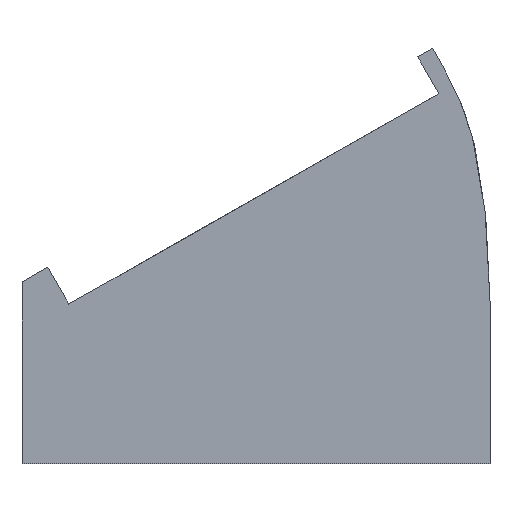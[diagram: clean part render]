
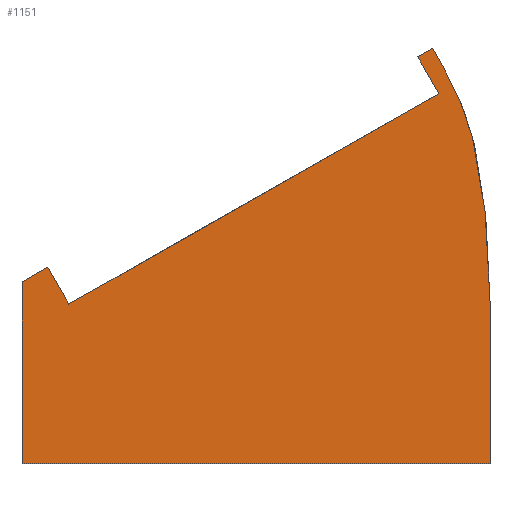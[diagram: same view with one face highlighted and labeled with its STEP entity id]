
A CAD part, left-side view. The second image highlights one B-rep face of the part: STEP entity #1151.
In plain terms, the highlighted planar face has unit normal (-1, 0, 0).
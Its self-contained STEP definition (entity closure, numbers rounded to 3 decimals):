
#16=(
BOUNDED_CURVE()
B_SPLINE_CURVE(5,(#2154,#2155,#2156,#2157,#2158,#2159,#2160,#2161,#2162,
#2163,#2164,#2165,#2166,#2167,#2168,#2169,#2170),.UNSPECIFIED.,.F.,.F.)
B_SPLINE_CURVE_WITH_KNOTS((6,1,1,1,1,1,1,1,1,1,1,1,6),(0.315,
0.35,0.4,0.45,0.5,0.55,0.6,0.65,0.7,0.75,0.8,0.85,0.883),
 .UNSPECIFIED.)
CURVE()
GEOMETRIC_REPRESENTATION_ITEM()
RATIONAL_B_SPLINE_CURVE((1.,1.,1.,1.,1.,1.,1.,1.,1.,1.,1.,1.,1.,1.,1.,1.,
1.))
REPRESENTATION_ITEM('')
);
#60=PLANE('',#1252);
#151=LINE('',#1974,#265);
#172=LINE('',#2051,#286);
#205=LINE('',#2131,#319);
#210=LINE('',#2140,#324);
#214=LINE('',#2148,#328);
#215=LINE('',#2150,#329);
#216=LINE('',#2152,#330);
#217=LINE('',#2171,#331);
#265=VECTOR('',#1345,10.);
#286=VECTOR('',#1426,10.);
#319=VECTOR('',#1509,10.);
#324=VECTOR('',#1518,10.);
#328=VECTOR('',#1526,10.);
#329=VECTOR('',#1529,10.);
#330=VECTOR('',#1530,10.);
#331=VECTOR('',#1531,10.);
#392=FACE_OUTER_BOUND('',#458,.T.);
#458=EDGE_LOOP('',(#1048,#1049,#1050,#1051,#1052,#1053,#1054,#1055,#1056));
#534=VERTEX_POINT('',#1971);
#535=VERTEX_POINT('',#1973);
#560=VERTEX_POINT('',#2048);
#561=VERTEX_POINT('',#2050);
#582=VERTEX_POINT('',#2128);
#583=VERTEX_POINT('',#2130);
#587=VERTEX_POINT('',#2145);
#588=VERTEX_POINT('',#2151);
#589=VERTEX_POINT('',#2153);
#662=EDGE_CURVE('',#535,#534,#151,.T.);
#698=EDGE_CURVE('',#561,#560,#172,.T.);
#738=EDGE_CURVE('',#583,#582,#205,.T.);
#743=EDGE_CURVE('',#560,#583,#210,.T.);
#747=EDGE_CURVE('',#587,#561,#214,.T.);
#748=EDGE_CURVE('',#535,#582,#215,.T.);
#749=EDGE_CURVE('',#534,#588,#216,.T.);
#750=EDGE_CURVE('',#588,#589,#16,.T.);
#751=EDGE_CURVE('',#589,#587,#217,.T.);
#1048=ORIENTED_EDGE('',*,*,#747,.T.);
#1049=ORIENTED_EDGE('',*,*,#698,.T.);
#1050=ORIENTED_EDGE('',*,*,#743,.T.);
#1051=ORIENTED_EDGE('',*,*,#738,.T.);
#1052=ORIENTED_EDGE('',*,*,#748,.F.);
#1053=ORIENTED_EDGE('',*,*,#662,.T.);
#1054=ORIENTED_EDGE('',*,*,#749,.T.);
#1055=ORIENTED_EDGE('',*,*,#750,.T.);
#1056=ORIENTED_EDGE('',*,*,#751,.T.);
#1151=ADVANCED_FACE('',(#392),#60,.T.);
#1252=AXIS2_PLACEMENT_3D('',#2149,#1527,#1528);
#1345=DIRECTION('',(0.,-1.,0.));
#1426=DIRECTION('',(0.,0.869,-0.494));
#1509=DIRECTION('',(0.,0.869,-0.494));
#1518=DIRECTION('',(0.,0.494,0.869));
#1526=DIRECTION('',(0.,-0.494,-0.869));
#1527=DIRECTION('center_axis',(-1.,0.,0.));
#1528=DIRECTION('ref_axis',(0.,-1.,0.));
#1529=DIRECTION('',(0.,0.,1.));
#1530=DIRECTION('',(0.,0.,1.));
#1531=DIRECTION('',(0.,0.869,-0.494));
#1971=CARTESIAN_POINT('',(-13.5,-13.,8.));
#1973=CARTESIAN_POINT('',(-13.5,20.,8.));
#1974=CARTESIAN_POINT('',(-13.5,20.,8.));
#2048=CARTESIAN_POINT('',(-13.5,16.694,19.252));
#2050=CARTESIAN_POINT('',(-13.5,-9.388,34.076));
#2051=CARTESIAN_POINT('',(-13.5,13.84,20.874));
#2128=CARTESIAN_POINT('',(-13.5,20.,20.824));
#2130=CARTESIAN_POINT('',(-13.5,18.176,21.861));
#2131=CARTESIAN_POINT('',(-13.5,22.755,19.258));
#2140=CARTESIAN_POINT('',(-13.5,15.422,17.014));
#2145=CARTESIAN_POINT('',(-13.5,-7.906,36.685));
#2148=CARTESIAN_POINT('',(-13.5,-10.66,31.838));
#2149=CARTESIAN_POINT('Origin',(-13.5,20.,8.));
#2150=CARTESIAN_POINT('',(-13.5,20.,8.));
#2151=CARTESIAN_POINT('',(-13.5,-13.,19.457));
#2152=CARTESIAN_POINT('',(-13.5,-13.,8.));
#2153=CARTESIAN_POINT('',(-13.5,-8.969,37.289));
#2154=CARTESIAN_POINT('Ctrl Pts',(-13.5,-13.,19.457));
#2155=CARTESIAN_POINT('Ctrl Pts',(-13.5,-13.,19.715));
#2156=CARTESIAN_POINT('Ctrl Pts',(-13.5,-12.998,20.347));
#2157=CARTESIAN_POINT('Ctrl Pts',(-13.5,-12.983,21.357));
#2158=CARTESIAN_POINT('Ctrl Pts',(-13.5,-12.929,22.753));
#2159=CARTESIAN_POINT('Ctrl Pts',(-13.5,-12.798,24.51));
#2160=CARTESIAN_POINT('Ctrl Pts',(-13.5,-12.601,26.308));
#2161=CARTESIAN_POINT('Ctrl Pts',(-13.5,-12.37,27.978));
#2162=CARTESIAN_POINT('Ctrl Pts',(-13.5,-12.115,29.494));
#2163=CARTESIAN_POINT('Ctrl Pts',(-13.5,-11.829,30.865));
#2164=CARTESIAN_POINT('Ctrl Pts',(-13.5,-11.455,32.181));
#2165=CARTESIAN_POINT('Ctrl Pts',(-13.5,-10.929,33.55));
#2166=CARTESIAN_POINT('Ctrl Pts',(-13.5,-10.262,34.945));
#2167=CARTESIAN_POINT('Ctrl Pts',(-13.5,-9.673,36.043));
#2168=CARTESIAN_POINT('Ctrl Pts',(-13.5,-9.258,36.779));
#2169=CARTESIAN_POINT('Ctrl Pts',(-13.5,-9.045,37.154));
#2170=CARTESIAN_POINT('Ctrl Pts',(-13.5,-8.969,37.289));
#2171=CARTESIAN_POINT('',(-13.5,22.755,19.258));
